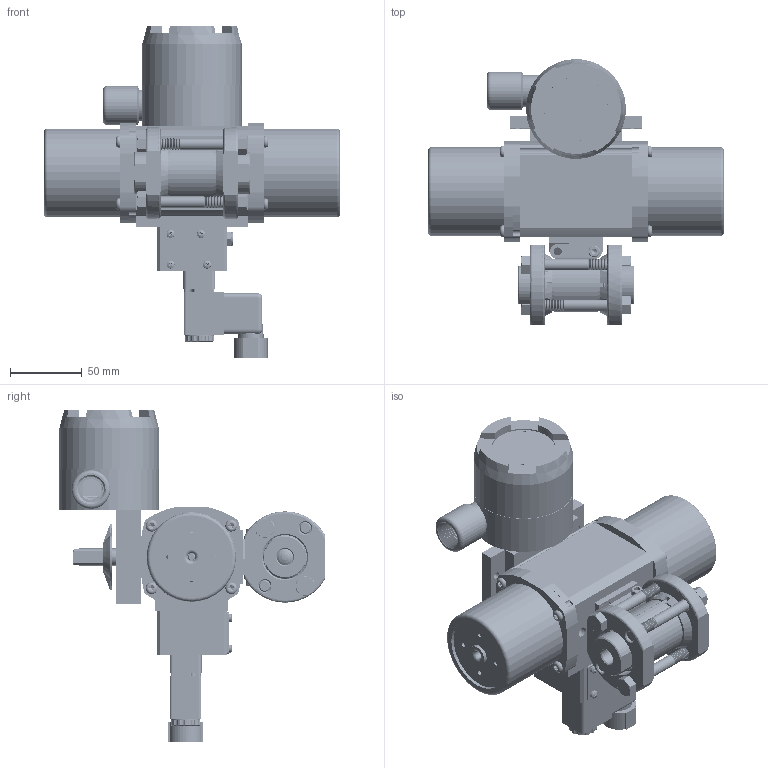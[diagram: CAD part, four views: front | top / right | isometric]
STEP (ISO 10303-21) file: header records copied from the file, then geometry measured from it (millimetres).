
FILE_DESCRIPTION (( 'STEP AP203' ), '1' );
FILE_NAME ('24XXSEFA512SR3GPDCLS.step', '2018-06-12T15:19:31', ( '' ), ( '' ), 'SwSTEP 2.0', 'SolidWorks 2017', '' );
FILE_SCHEMA (( 'CONFIG_CONTROL_DESIGN' ));
Length unit declared in the file: inch
Products named in the file (1): 24XXSEFA512SR3GPDCLS
Bounding box: 206.12 x 184.85 x 231.14 mm (x, y, z)
Volume: 880826 mm3; surface area: 364845.7 mm2
Topology: 65 solids, 65 shells, 6350 faces, 16996 edges, 10853 vertices
Faces by surface type: cylinder 3088, cone 2015, plane 884, torus 214, bspline 135, sphere 14
Entity records: 249592 total; most frequent: CARTESIAN_POINT 94878, ORIENTED_EDGE 33688, DIRECTION 32810, EDGE_CURVE 16844, AXIS2_PLACEMENT_3D 13315, VERTEX_POINT 10849, CIRCLE 7099, EDGE_LOOP 6839
